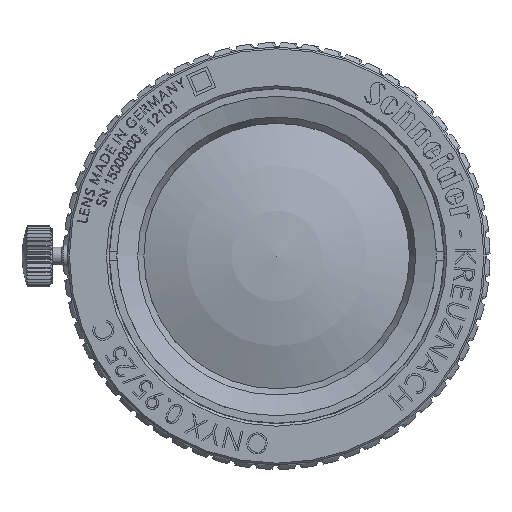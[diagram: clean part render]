
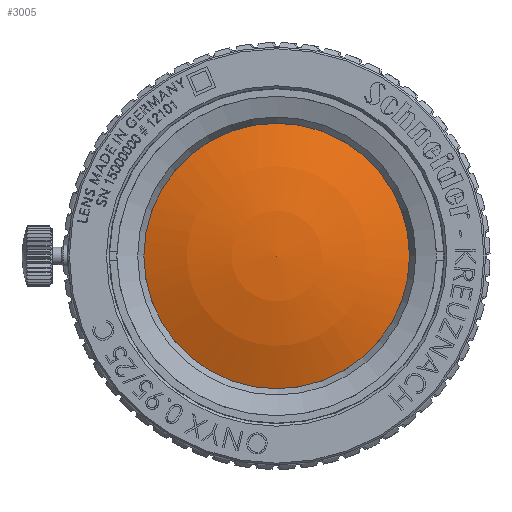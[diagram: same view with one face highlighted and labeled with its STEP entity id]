
A CAD part, left-side view. The second image highlights one B-rep face of the part: STEP entity #3005.
In plain terms, the highlighted spherical face has radius 40.965 mm.
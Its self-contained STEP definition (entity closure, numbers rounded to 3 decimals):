
#430=SPHERICAL_SURFACE('',#21901,40.965);
#2027=FACE_OUTER_BOUND('',#6860,.T.);
#3005=ADVANCED_FACE('',(#2027),#430,.T.);
#6860=EDGE_LOOP('',(#13212));
#13212=ORIENTED_EDGE('',*,*,#18859,.T.);
#15678=VERTEX_POINT('',#39903);
#18859=EDGE_CURVE('',#15678,#15678,#20522,.T.);
#20522=B_SPLINE_CURVE_WITH_KNOTS('',3,(#39885,#39886,#39887,#39888,#39889,
#39890,#39891,#39892,#39893,#39894,#39895,#39896,#39897,#39898,#39899,#39900,
#39901,#39902),.UNSPECIFIED.,.T.,.F.,(2,2,2,2,2,2,2,2,2,2,2),(-0.125,0.,
0.125,0.25,0.375,0.5,0.625,0.75,0.875,1.,1.125),.UNSPECIFIED.);
#21901=AXIS2_PLACEMENT_3D('',#39905,#25456,#25457);
#25456=DIRECTION('',(-1.,0.,0.));
#25457=DIRECTION('',(0.,1.,0.));
#39885=CARTESIAN_POINT('',(-54.685,-4.001,15.282));
#39886=CARTESIAN_POINT('',(-54.685,4.001,15.282));
#39887=CARTESIAN_POINT('',(-54.685,7.977,13.635));
#39888=CARTESIAN_POINT('',(-54.685,13.635,7.977));
#39889=CARTESIAN_POINT('',(-54.685,15.282,4.001));
#39890=CARTESIAN_POINT('',(-54.685,15.282,-4.001));
#39891=CARTESIAN_POINT('',(-54.685,13.635,-7.977));
#39892=CARTESIAN_POINT('',(-54.685,7.977,-13.635));
#39893=CARTESIAN_POINT('',(-54.685,4.001,-15.282));
#39894=CARTESIAN_POINT('',(-54.685,-4.001,-15.282));
#39895=CARTESIAN_POINT('',(-54.685,-7.977,-13.635));
#39896=CARTESIAN_POINT('',(-54.685,-13.635,-7.977));
#39897=CARTESIAN_POINT('',(-54.685,-15.282,-4.001));
#39898=CARTESIAN_POINT('',(-54.685,-15.282,4.001));
#39899=CARTESIAN_POINT('',(-54.685,-13.635,7.977));
#39900=CARTESIAN_POINT('',(-54.685,-7.977,13.635));
#39901=CARTESIAN_POINT('',(-54.685,-4.001,15.282));
#39902=CARTESIAN_POINT('',(-54.685,4.001,15.282));
#39903=CARTESIAN_POINT('',(-54.691,0.,15.266));
#39905=CARTESIAN_POINT('',(-16.677,0.,0.));
